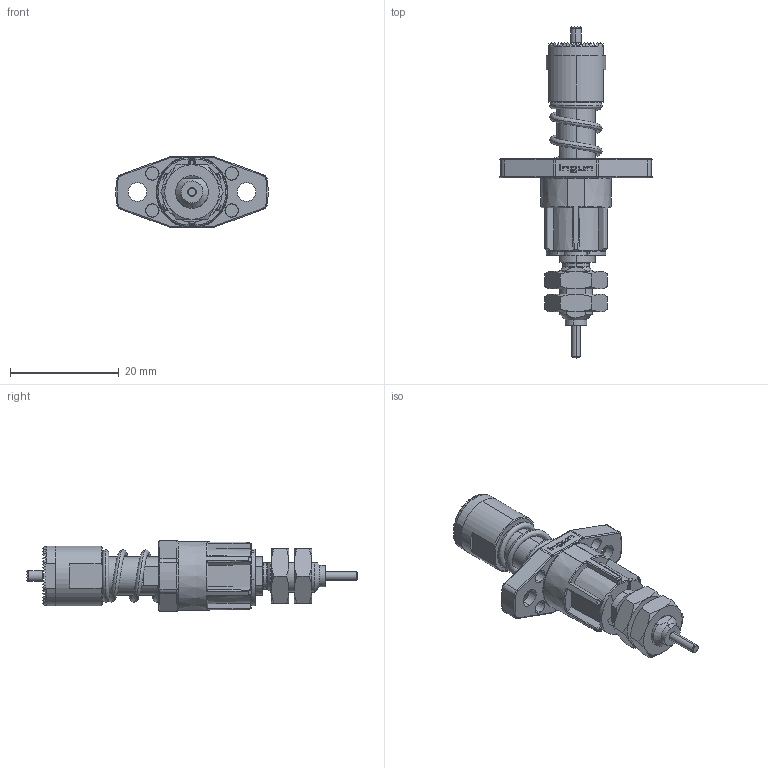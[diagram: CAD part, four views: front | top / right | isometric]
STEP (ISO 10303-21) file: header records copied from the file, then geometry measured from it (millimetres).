
FILE_DESCRIPTION (( 'STEP AP203' ), '1' );
FILE_NAME ('INGUN_BCP-693_360_1100_A_xx04-53.STEP', '2025-10-27T08:07:47', ( '' ), ( '' ), 'SwSTEP 2.0', 'SolidWorks 2023', '' );
FILE_SCHEMA (( 'CONFIG_CONTROL_DESIGN' ));
Length unit declared in the file: millimetre
Products named in the file (1): INGUN_BCP-693_360_1100_A_xx04-53
Bounding box: 27.95 x 61 x 13 mm (x, y, z)
Volume: 4276 mm3; surface area: 4187.5 mm2
Topology: 3 solids, 3 shells, 1500 faces, 2874 edges, 1396 vertices
Faces by surface type: plane 1164, cylinder 131, cone 84, torus 57, bspline 36, sphere 28
Entity records: 38010 total; most frequent: CARTESIAN_POINT 9555, DIRECTION 5854, ORIENTED_EDGE 5748, EDGE_CURVE 2874, AXIS2_PLACEMENT_3D 1970, VECTOR 1914, LINE 1914, EDGE_LOOP 1528
